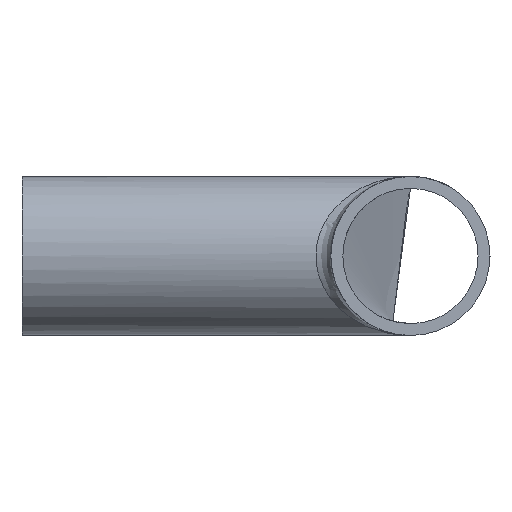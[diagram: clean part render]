
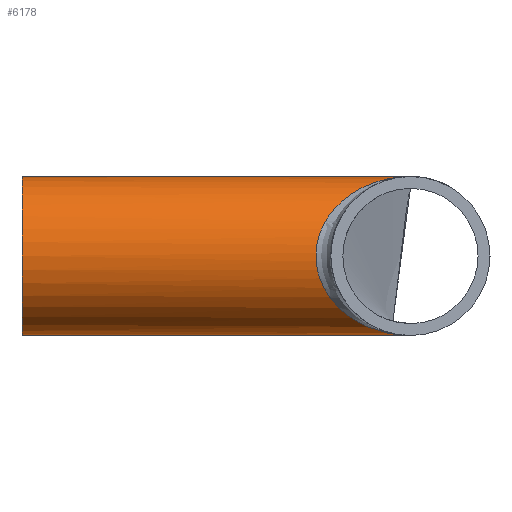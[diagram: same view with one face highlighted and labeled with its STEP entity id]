
A CAD part, left-side view. The second image highlights one B-rep face of the part: STEP entity #6178.
In plain terms, the highlighted cylindrical face has radius 10.65 mm (diameter 21.3 mm), a full revolution.
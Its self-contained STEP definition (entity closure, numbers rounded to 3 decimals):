
#112 = CYLINDRICAL_SURFACE ( 'NONE', #4767, 10.65 ) ;
#178 = CARTESIAN_POINT ( 'NONE',  ( -21.3, 25.3, -10.65 ) ) ;
#1097 = CARTESIAN_POINT ( 'NONE',  ( 0., 0., -10.65 ) ) ;
#1127 = CARTESIAN_POINT ( 'NONE',  ( 0., 0., 10.65 ) ) ;
#1827 = VERTEX_POINT ( 'NONE', #9376 ) ;
#2144 = ORIENTED_EDGE ( 'NONE', *, *, #6968, .T. ) ;
#2262 = CARTESIAN_POINT ( 'NONE',  ( 21.3, 25.3, 10.65 ) ) ;
#2321 = CARTESIAN_POINT ( 'NONE',  ( 21.3, 25.3, -10.65 ) ) ;
#3075 = FACE_OUTER_BOUND ( 'NONE', #8074, .T. ) ;
#3195 = CARTESIAN_POINT ( 'NONE',  ( 0., 0., 10.65 ) ) ;
#3317 = CARTESIAN_POINT ( 'NONE',  ( 0., 0., -10.65 ) ) ;
#3574 = VERTEX_POINT ( 'NONE', #1127 ) ;
#3990 = DIRECTION ( 'NONE',  ( 0., 1., 0. ) ) ;
#4018 = AXIS2_PLACEMENT_3D ( 'NONE', #12835, #3990, #6876 ) ;
#4767 = AXIS2_PLACEMENT_3D ( 'NONE', #9166, #7081, #5895 ) ;
#5027 =( BOUNDED_CURVE ( )  B_SPLINE_CURVE ( 3, ( #1097, #178, #10152, #11267 ),
 .UNSPECIFIED., .F., .T. ) 
 B_SPLINE_CURVE_WITH_KNOTS ( ( 4, 4 ),
 ( 4.712, 7.854 ),
 .UNSPECIFIED. ) 
 CURVE ( )  GEOMETRIC_REPRESENTATION_ITEM ( )  RATIONAL_B_SPLINE_CURVE ( ( 1., 0.333, 0.333, 1. ) ) 
 REPRESENTATION_ITEM ( '' )  );
#5339 = EDGE_CURVE ( 'NONE', #7876, #7876, #12592, .T. ) ;
#5895 = DIRECTION ( 'NONE',  ( 0., 0., -1. ) ) ;
#6178 = ADVANCED_FACE ( 'NONE', ( #12075, #3075 ), #112, .T. ) ;
#6876 = DIRECTION ( 'NONE',  ( 0., 0., 1. ) ) ;
#6968 = EDGE_CURVE ( 'NONE', #3574, #1827, #9547, .T. ) ;
#7081 = DIRECTION ( 'NONE',  ( 0., -1., 0. ) ) ;
#7876 = VERTEX_POINT ( 'NONE', #8071 ) ;
#8071 = CARTESIAN_POINT ( 'NONE',  ( 0., 52., 10.65 ) ) ;
#8074 = EDGE_LOOP ( 'NONE', ( #8650 ) ) ;
#8650 = ORIENTED_EDGE ( 'NONE', *, *, #5339, .F. ) ;
#9166 = CARTESIAN_POINT ( 'NONE',  ( 0., 52., 0. ) ) ;
#9376 = CARTESIAN_POINT ( 'NONE',  ( 0., 0., -10.65 ) ) ;
#9547 =( BOUNDED_CURVE ( )  B_SPLINE_CURVE ( 3, ( #3195, #2262, #2321, #3317 ),
 .UNSPECIFIED., .F., .T. ) 
 B_SPLINE_CURVE_WITH_KNOTS ( ( 4, 4 ),
 ( 1.571, 4.712 ),
 .UNSPECIFIED. ) 
 CURVE ( )  GEOMETRIC_REPRESENTATION_ITEM ( )  RATIONAL_B_SPLINE_CURVE ( ( 1., 0.333, 0.333, 1. ) ) 
 REPRESENTATION_ITEM ( '' )  );
#9596 = EDGE_CURVE ( 'NONE', #1827, #3574, #5027, .T. ) ;
#9682 = EDGE_LOOP ( 'NONE', ( #12091, #2144 ) ) ;
#10152 = CARTESIAN_POINT ( 'NONE',  ( -21.3, 25.3, 10.65 ) ) ;
#11267 = CARTESIAN_POINT ( 'NONE',  ( 0., 0., 10.65 ) ) ;
#12075 = FACE_OUTER_BOUND ( 'NONE', #9682, .T. ) ;
#12091 = ORIENTED_EDGE ( 'NONE', *, *, #9596, .T. ) ;
#12592 = CIRCLE ( 'NONE', #4018, 10.65 ) ;
#12835 = CARTESIAN_POINT ( 'NONE',  ( 0., 52., 0. ) ) ;
